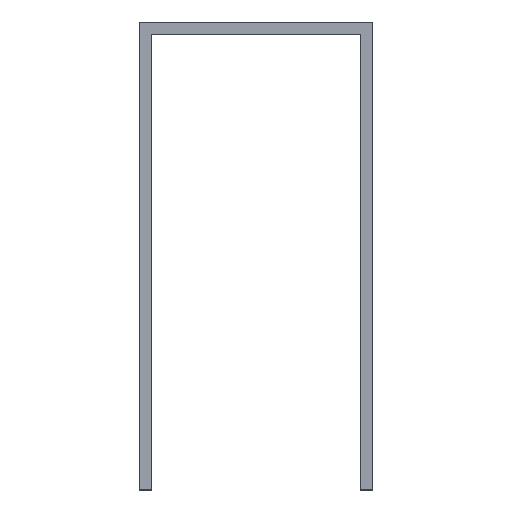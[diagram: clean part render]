
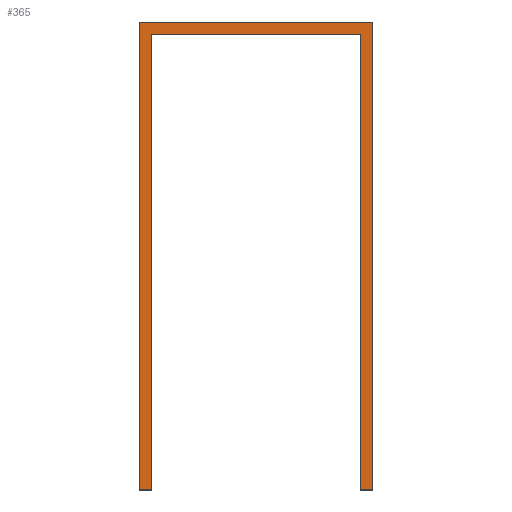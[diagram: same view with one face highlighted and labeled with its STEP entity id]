
A CAD part, top view. The second image highlights one B-rep face of the part: STEP entity #365.
In plain terms, the highlighted planar face has unit normal (0, 0, 1).
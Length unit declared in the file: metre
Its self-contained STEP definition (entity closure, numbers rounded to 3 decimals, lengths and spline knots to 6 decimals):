
#365 = ADVANCED_FACE( 'NONE', ( #975 ), #976, .F. );
#975 = FACE_OUTER_BOUND( '', #2094, .T. );
#976 = PLANE( '', #2095 );
#2094 = EDGE_LOOP( '', ( #3346, #3347, #3348, #3349, #3350, #3351, #3352, #3353 ) );
#2095 = AXIS2_PLACEMENT_3D( '', #3354, #3355, #3356 );
#3346 = ORIENTED_EDGE( '', *, *, #5886, .F. );
#3347 = ORIENTED_EDGE( '', *, *, #5887, .F. );
#3348 = ORIENTED_EDGE( '', *, *, #5888, .F. );
#3349 = ORIENTED_EDGE( '', *, *, #5889, .T. );
#3350 = ORIENTED_EDGE( '', *, *, #5890, .T. );
#3351 = ORIENTED_EDGE( '', *, *, #5891, .T. );
#3352 = ORIENTED_EDGE( '', *, *, #5892, .T. );
#3353 = ORIENTED_EDGE( '', *, *, #5893, .T. );
#3354 = CARTESIAN_POINT( '', ( 0.024, 0.096, 0.0025 ) );
#3355 = DIRECTION( '', ( 0., 0., -1. ) );
#3356 = DIRECTION( '', ( -1., 0., 0. ) );
#5886 = EDGE_CURVE( 'NONE', #7035, #7036, #7037, .T. );
#5887 = EDGE_CURVE( 'NONE', #7038, #7035, #7039, .T. );
#5888 = EDGE_CURVE( 'NONE', #7040, #7038, #7041, .T. );
#5889 = EDGE_CURVE( 'NONE', #7040, #7042, #7043, .T. );
#5890 = EDGE_CURVE( 'NONE', #7042, #7044, #7045, .T. );
#5891 = EDGE_CURVE( 'NONE', #7044, #7046, #7047, .T. );
#5892 = EDGE_CURVE( 'NONE', #7046, #7048, #7049, .T. );
#5893 = EDGE_CURVE( 'NONE', #7048, #7036, #7050, .T. );
#7035 = VERTEX_POINT( 'NONE', #8700 );
#7036 = VERTEX_POINT( 'NONE', #8701 );
#7037 = LINE( '', #8702, #8703 );
#7038 = VERTEX_POINT( 'NONE', #8704 );
#7039 = LINE( '', #8705, #8706 );
#7040 = VERTEX_POINT( 'NONE', #8707 );
#7041 = LINE( '', #8708, #8709 );
#7042 = VERTEX_POINT( 'NONE', #8710 );
#7043 = LINE( '', #8711, #8712 );
#7044 = VERTEX_POINT( 'NONE', #8713 );
#7045 = LINE( '', #8714, #8715 );
#7046 = VERTEX_POINT( 'NONE', #8716 );
#7047 = LINE( '', #8717, #8718 );
#7048 = VERTEX_POINT( 'NONE', #8719 );
#7049 = LINE( '', #8720, #8721 );
#7050 = LINE( '', #8722, #8723 );
#8700 = CARTESIAN_POINT( '', ( -0.0215, 0.096, 0.0025 ) );
#8701 = CARTESIAN_POINT( '', ( -0.0215, 0., 0.0025 ) );
#8702 = CARTESIAN_POINT( '', ( -0.0215, 0.096, 0.0025 ) );
#8703 = VECTOR( '', #10598, 1. );
#8704 = CARTESIAN_POINT( '', ( -0.0695, 0.096, 0.0025 ) );
#8705 = CARTESIAN_POINT( '', ( 0.024, 0.096, 0.0025 ) );
#8706 = VECTOR( '', #10599, 1. );
#8707 = CARTESIAN_POINT( '', ( -0.0695, 0., 0.0025 ) );
#8708 = CARTESIAN_POINT( '', ( -0.0695, 0.096, 0.0025 ) );
#8709 = VECTOR( '', #10600, 1. );
#8710 = CARTESIAN_POINT( '', ( -0.067, 0., 0.0025 ) );
#8711 = CARTESIAN_POINT( '', ( -0.0695, 0., 0.0025 ) );
#8712 = VECTOR( '', #10601, 1. );
#8713 = CARTESIAN_POINT( '', ( -0.067, 0.0935, 0.0025 ) );
#8714 = CARTESIAN_POINT( '', ( -0.067, 0.096, 0.0025 ) );
#8715 = VECTOR( '', #10602, 1. );
#8716 = CARTESIAN_POINT( '', ( -0.024, 0.0935, 0.0025 ) );
#8717 = CARTESIAN_POINT( '', ( -0.067, 0.0935, 0.0025 ) );
#8718 = VECTOR( '', #10603, 1. );
#8719 = CARTESIAN_POINT( '', ( -0.024, 0., 0.0025 ) );
#8720 = CARTESIAN_POINT( '', ( -0.024, 0.096, 0.0025 ) );
#8721 = VECTOR( '', #10604, 1. );
#8722 = CARTESIAN_POINT( '', ( 0.024, 0., 0.0025 ) );
#8723 = VECTOR( '', #10605, 1. );
#10598 = DIRECTION( '', ( 0., -1., 0. ) );
#10599 = DIRECTION( '', ( 1., 0., 0. ) );
#10600 = DIRECTION( '', ( 0., 1., 0. ) );
#10601 = DIRECTION( '', ( 1., 0., 0. ) );
#10602 = DIRECTION( '', ( 0., 1., 0. ) );
#10603 = DIRECTION( '', ( 1., 0., 0. ) );
#10604 = DIRECTION( '', ( 0., -1., 0. ) );
#10605 = DIRECTION( '', ( 1., 0., 0. ) );
